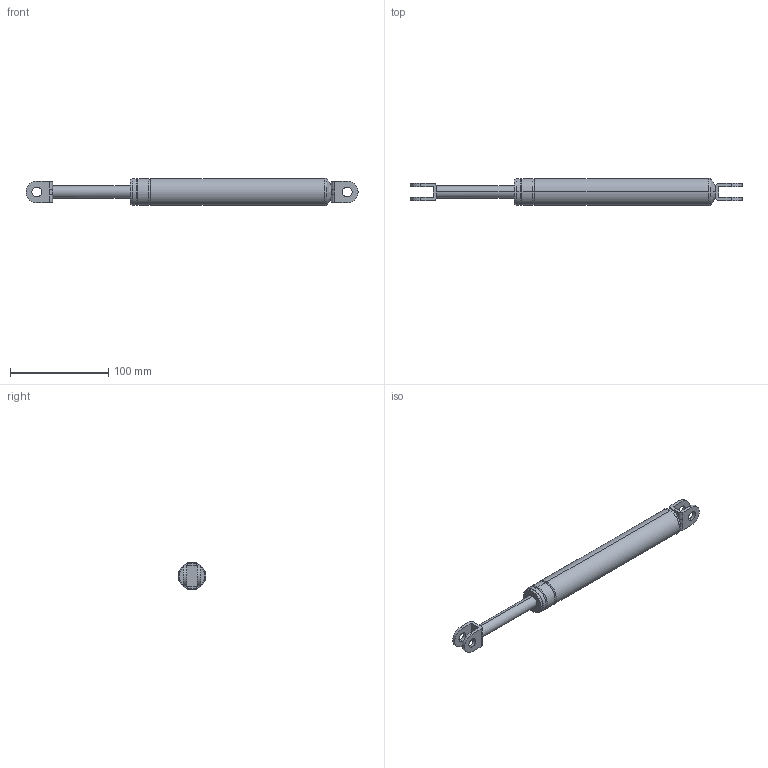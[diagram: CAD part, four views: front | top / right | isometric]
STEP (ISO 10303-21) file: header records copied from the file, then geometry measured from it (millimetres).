
FILE_DESCRIPTION( (''), '2;1');
FILE_NAME ('PC50.21384.TM_151_70_60_14157.stp','2020-10-05T15:34:03',(''),(''),'spGate 16.7.1','','');
FILE_SCHEMA (('AUTOMOTIVE_DESIGN'));
Length unit declared in the file: millimetre
Products named in the file (3): Assembly; TM_151_70_60; TM_151_70_60_div
Assembly tree (2 placements, depth 2):
  Assembly
    TM_151_70_60
    TM_151_70_60_div
Bounding box: 338 x 28.2 x 28.2 mm (x, y, z)
Volume: 136264.2 mm3; surface area: 27530.3 mm2
Topology: 2 solids, 2 shells, 64 faces, 156 edges, 98 vertices
Faces by surface type: cylinder 32, plane 22, bspline 10
Entity records: 4023 total; most frequent: CARTESIAN_POINT 1201, DIRECTION 320, ORIENTED_EDGE 312, COLOUR_RGB 222, PRESENTATION_STYLE_ASSIGNMENT 222, STYLED_ITEM 222, EDGE_CURVE 156, DRAUGHTING_PRE_DEFINED_CURVE_FONT 156
